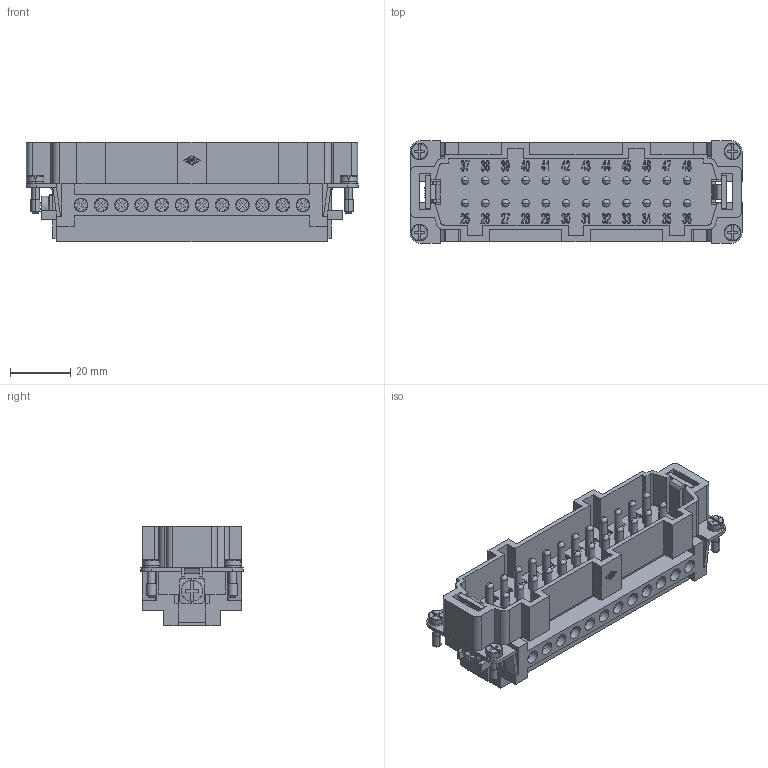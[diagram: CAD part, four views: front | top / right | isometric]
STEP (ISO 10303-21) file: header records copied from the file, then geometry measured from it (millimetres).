
FILE_DESCRIPTION((''),'2;1');
FILE_NAME('CNEM 24 TN.stp','2006-10-25T14:14:21',('gembarski'),(''),'Autodesk Inventor 7','Autodesk Inventor 7','');
FILE_SCHEMA(('AUTOMOTIVE_DESIGN { 1 0 10303 214 1 1 1 1 }'));
Length unit declared in the file: millimetre
Products named in the file (1): CNEM 24 TN
Bounding box: 110.3 x 34 x 33 mm (x, y, z)
Volume: 48903.9 mm3; surface area: 38565.4 mm2
Topology: 1 solids, 1 shells, 3017 faces, 8185 edges, 5379 vertices
Faces by surface type: bspline 1426, plane 1329, cylinder 222, sphere 28, torus 8, cone 4
Entity records: 101039 total; most frequent: CARTESIAN_POINT 31676, ORIENTED_EDGE 16278, DIRECTION 10868, EDGE_CURVE 8139, VERTEX_POINT 5379, VECTOR 5282, LINE 5282, EDGE_LOOP 3300
